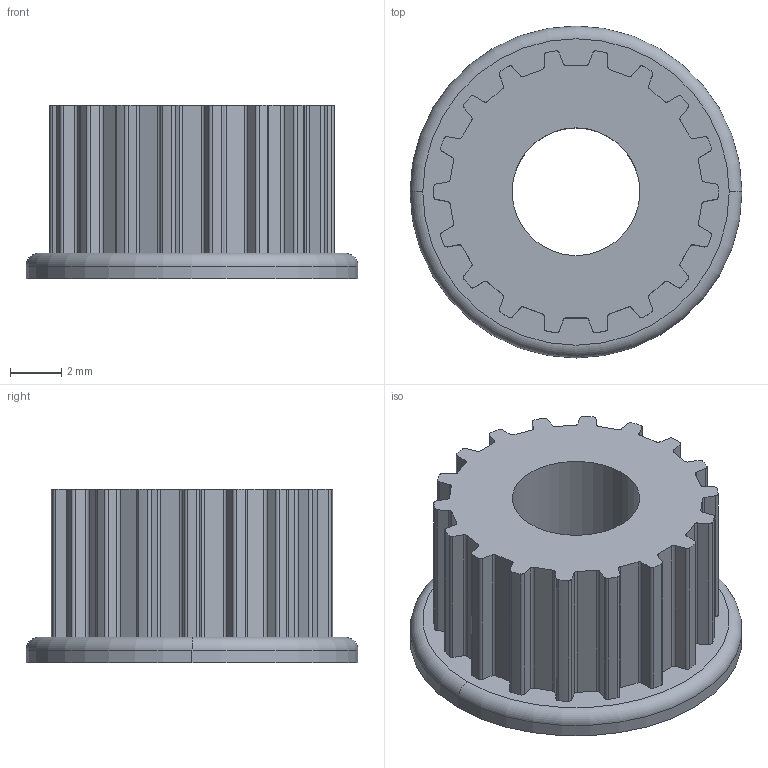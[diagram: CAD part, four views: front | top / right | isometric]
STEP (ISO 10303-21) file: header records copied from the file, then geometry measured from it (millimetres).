
FILE_DESCRIPTION (( 'STEP AP214' ), '1' );
FILE_NAME ('4333240000056.STEP', '2017-10-16T06:17:19', ( '13' ), ( '' ), 'SwSTEP 2.0', 'SolidWorks 2012', '' );
FILE_SCHEMA (( 'AUTOMOTIVE_DESIGN' ));
Length unit declared in the file: millimetre
Products named in the file (1): 4333240000056
Bounding box: 13 x 13 x 6.8 mm (x, y, z)
Volume: 485.9 mm3; surface area: 639.8 mm2
Topology: 1 solids, 1 shells, 156 faces, 455 edges, 302 vertices
Faces by surface type: cylinder 95, plane 57, cone 2, torus 2
Entity records: 5281 total; most frequent: DIRECTION 965, CARTESIAN_POINT 914, ORIENTED_EDGE 910, EDGE_CURVE 455, AXIS2_PLACEMENT_3D 353, VERTEX_POINT 302, VECTOR 259, LINE 259
